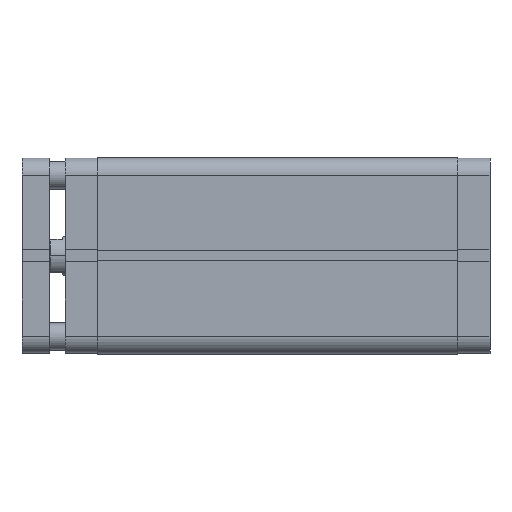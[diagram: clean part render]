
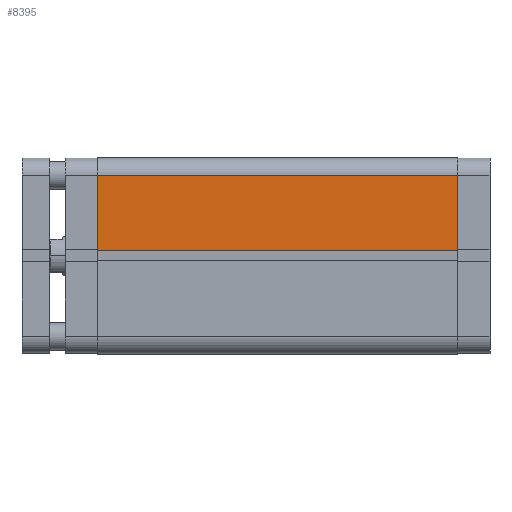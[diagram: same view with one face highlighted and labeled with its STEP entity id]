
A CAD part, top view. The second image highlights one B-rep face of the part: STEP entity #8395.
In plain terms, the highlighted face is planar.
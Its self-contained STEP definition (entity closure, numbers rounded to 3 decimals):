
#240 = EDGE_LOOP ( 'NONE', ( #4316, #4315, #4314, #4313 ) ) ;
#834 = CARTESIAN_POINT ( 'NONE',  ( -2.6, 50., 183.5 ) ) ;
#894 = CARTESIAN_POINT ( 'NONE',  ( -41., 50., 0. ) ) ;
#899 = CARTESIAN_POINT ( 'NONE',  ( -2.6, 50., 0. ) ) ;
#934 = CARTESIAN_POINT ( 'NONE',  ( -41., 50., 183.5 ) ) ;
#1089 = CARTESIAN_POINT ( 'NONE',  ( -2.6, 50., 183.5 ) ) ;
#1092 = DIRECTION ( 'NONE',  ( 0., 0., -1. ) ) ;
#1150 = CARTESIAN_POINT ( 'NONE',  ( -41., 50., 183.5 ) ) ;
#1151 = DIRECTION ( 'NONE',  ( 0., 0., -1. ) ) ;
#1212 = CARTESIAN_POINT ( 'NONE',  ( -41., 50., 0. ) ) ;
#1223 = DIRECTION ( 'NONE',  ( -1., 0., 0. ) ) ;
#1402 = CARTESIAN_POINT ( 'NONE',  ( -41., 50., 183.5 ) ) ;
#1403 = DIRECTION ( 'NONE',  ( -1., 0., 0. ) ) ;
#2702 = CARTESIAN_POINT ( 'NONE',  ( -41., 50., 183.5 ) ) ;
#2703 = PLANE ( 'NONE',  #7780 ) ;
#2705 = DIRECTION ( 'NONE',  ( 0., -1., 0. ) ) ;
#2706 = DIRECTION ( 'NONE',  ( 1., 0., 0. ) ) ;
#3637 = FACE_OUTER_BOUND ( 'NONE', #240, .T. ) ;
#4313 = ORIENTED_EDGE ( 'NONE', *, *, #7010, .T. ) ;
#4314 = ORIENTED_EDGE ( 'NONE', *, *, #7148, .F. ) ;
#4315 = ORIENTED_EDGE ( 'NONE', *, *, #7039, .F. ) ;
#4316 = ORIENTED_EDGE ( 'NONE', *, *, #7071, .T. ) ;
#4679 = LINE ( 'NONE', #1089, #4689 ) ;
#4689 = VECTOR ( 'NONE', #1092, 1000. ) ;
#4741 = VECTOR ( 'NONE', #1151, 1000. ) ;
#4743 = LINE ( 'NONE', #1150, #4741 ) ;
#4814 = VECTOR ( 'NONE', #1223, 1000. ) ;
#4865 = LINE ( 'NONE', #1212, #4814 ) ;
#5140 = LINE ( 'NONE', #1402, #5142 ) ;
#5142 = VECTOR ( 'NONE', #1403, 1000. ) ;
#6830 = VERTEX_POINT ( 'NONE', #834 ) ;
#6890 = VERTEX_POINT ( 'NONE', #894 ) ;
#6895 = VERTEX_POINT ( 'NONE', #899 ) ;
#6930 = VERTEX_POINT ( 'NONE', #934 ) ;
#7010 = EDGE_CURVE ( 'NONE', #6830, #6895, #4679, .T. ) ;
#7039 = EDGE_CURVE ( 'NONE', #6930, #6890, #4743, .T. ) ;
#7071 = EDGE_CURVE ( 'NONE', #6895, #6890, #4865, .T. ) ;
#7148 = EDGE_CURVE ( 'NONE', #6830, #6930, #5140, .T. ) ;
#7780 = AXIS2_PLACEMENT_3D ( 'NONE', #2702, #2705, #2706 ) ;
#8395 = ADVANCED_FACE ( 'NONE', ( #3637 ), #2703, .F. ) ;
